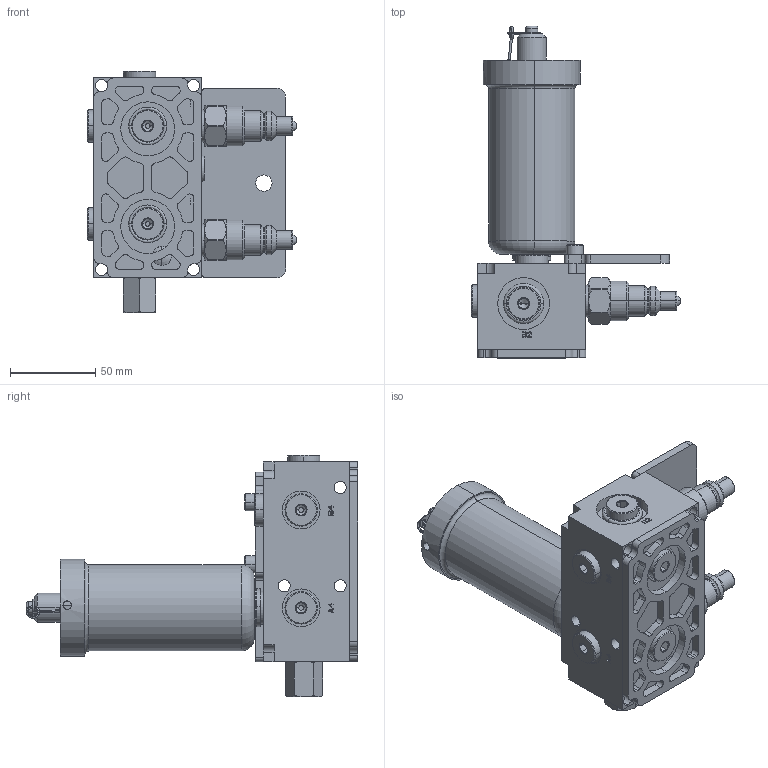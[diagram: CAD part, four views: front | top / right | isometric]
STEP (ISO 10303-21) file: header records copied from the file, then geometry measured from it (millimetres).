
FILE_DESCRIPTION((''),'2;1');
FILE_NAME('ILCML5600541','2018-06-22T',('dg'),(''),'PRO/ENGINEER BY PARAMETRIC TECHNOLOGY CORPORATION, 2013320','PRO/ENGINEER BY PARAMETRIC TECHNOLOGY CORPORATION, 2013320','');
FILE_SCHEMA(('CONFIG_CONTROL_DESIGN'));
Length unit declared in the file: inch
Products named in the file (4): ILCML5600541; 30871966; 45600511
Assembly tree (3 placements, depth 2):
  ILCML5600541
    ILCML5600541
    30871966
    45600511
Bounding box: 123.18 x 195.13 x 142.21 mm (x, y, z)
Volume: 681698 mm3; surface area: 113814.8 mm2
Topology: 5 solids, 8 shells, 1885 faces, 4938 edges, 3183 vertices
Faces by surface type: plane 1326, cylinder 307, cone 200, torus 50, sphere 2
Entity records: 62319 total; most frequent: CARTESIAN_POINT 15280, ORIENTED_EDGE 9828, DIRECTION 9463, EDGE_CURVE 4918, VECTOR 3865, LINE 3865, VERTEX_POINT 3183, AXIS2_PLACEMENT_3D 2799
